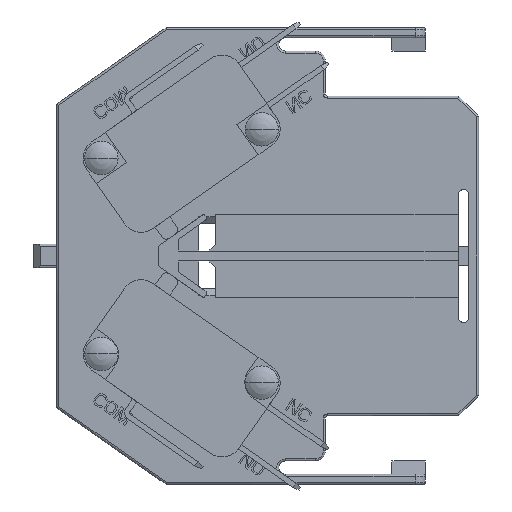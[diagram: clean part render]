
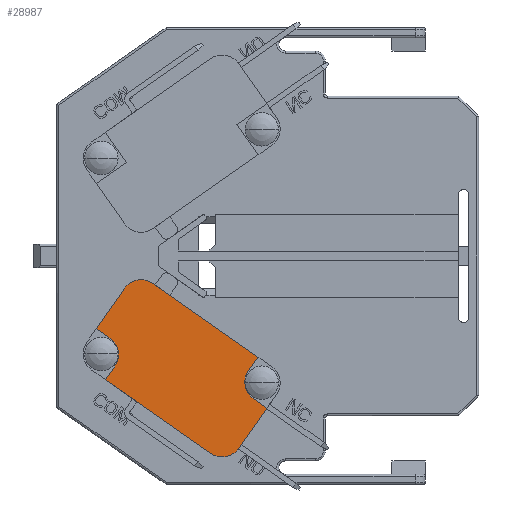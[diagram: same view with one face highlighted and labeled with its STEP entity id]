
A CAD part, left-side view. The second image highlights one B-rep face of the part: STEP entity #28987.
In plain terms, the highlighted planar face has unit normal (1, 0, 0).
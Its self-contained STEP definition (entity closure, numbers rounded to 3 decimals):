
#27992=CARTESIAN_POINT('',(-10.2,38.464,-27.155));
#27993=DIRECTION('',(1.,0.,0.));
#27994=DIRECTION('',(0.,-0.819,-0.574));
#27995=AXIS2_PLACEMENT_3D('',#27992,#27993,#27994);
#27997=CARTESIAN_POINT('',(-10.2,32.089,-18.922));
#27998=DIRECTION('',(-1.,0.,0.));
#27999=DIRECTION('',(0.,0.819,0.574));
#28000=AXIS2_PLACEMENT_3D('',#27997,#27998,#27999);
#28002=CARTESIAN_POINT('',(-10.2,50.643,-6.541));
#28003=DIRECTION('',(1.,0.,0.));
#28004=DIRECTION('',(0.,0.819,0.574));
#28005=AXIS2_PLACEMENT_3D('',#28002,#28003,#28004);
#28007=CARTESIAN_POINT('',(-10.2,57.018,-14.774));
#28008=DIRECTION('',(-1.,0.,0.));
#28009=DIRECTION('',(0.,-0.819,-0.574));
#28010=AXIS2_PLACEMENT_3D('',#28007,#28008,#28009);
#28012=DIRECTION('',(0.,-0.574,0.819));
#28013=VECTOR('',#28012,2.5);
#28014=CARTESIAN_POINT('',(-10.2,55.994,-18.542));
#28015=LINE('',#28014,#28013);
#28024=DIRECTION('',(0.,0.819,0.574));
#28025=VECTOR('',#28024,2.5);
#28026=CARTESIAN_POINT('',(-10.2,55.297,-12.316));
#28027=LINE('',#28026,#28025);
#28040=DIRECTION('',(0.,-0.574,0.819));
#28041=VECTOR('',#28040,7.4);
#28042=CARTESIAN_POINT('',(-10.2,57.345,-10.882));
#28043=LINE('',#28042,#28041);
#28133=DIRECTION('',(0.,0.819,0.574));
#28134=VECTOR('',#28133,19.3);
#28135=CARTESIAN_POINT('',(-10.2,40.185,-29.612));
#28136=LINE('',#28135,#28134);
#28161=DIRECTION('',(0.,0.574,-0.819));
#28162=VECTOR('',#28161,7.4);
#28163=CARTESIAN_POINT('',(-10.2,31.762,-22.814));
#28164=LINE('',#28163,#28162);
#28281=DIRECTION('',(0.,-0.819,
-0.574));
#28282=VECTOR('',#28281,19.3);
#28283=CARTESIAN_POINT('',(-10.2,48.922,-4.084));
#28284=LINE('',#28283,#28282);
#28333=DIRECTION('',(0.,0.574,-0.819));
#28334=VECTOR('',#28333,2.5);
#28335=CARTESIAN_POINT('',(-10.2,33.113,-15.154));
#28336=LINE('',#28335,#28334);
#28345=DIRECTION('',(0.,-0.819,-0.574));
#28346=VECTOR('',#28345,2.5);
#28347=CARTESIAN_POINT('',(-10.2,33.81,-21.38));
#28348=LINE('',#28347,#28346);
#28732=CARTESIAN_POINT('',(-10.2,55.994,-18.542));
#28733=CARTESIAN_POINT('',(-10.2,54.56,-16.494));
#28734=VERTEX_POINT('',#28732);
#28735=VERTEX_POINT('',#28733);
#28736=CARTESIAN_POINT('',(-10.2,40.185,-29.612));
#28737=VERTEX_POINT('',#28736);
#28738=CARTESIAN_POINT('',(-10.2,36.006,-28.876));
#28739=VERTEX_POINT('',#28738);
#28740=CARTESIAN_POINT('',(-10.2,31.762,-22.814));
#28741=VERTEX_POINT('',#28740);
#28742=CARTESIAN_POINT('',(-10.2,33.81,-21.38));
#28743=VERTEX_POINT('',#28742);
#28744=CARTESIAN_POINT('',(-10.2,34.547,-17.202));
#28745=VERTEX_POINT('',#28744);
#28746=CARTESIAN_POINT('',(-10.2,33.113,-15.154));
#28747=VERTEX_POINT('',#28746);
#28748=CARTESIAN_POINT('',(-10.2,48.922,-4.084));
#28749=VERTEX_POINT('',#28748);
#28750=CARTESIAN_POINT('',(-10.2,53.101,-4.821));
#28751=VERTEX_POINT('',#28750);
#28752=CARTESIAN_POINT('',(-10.2,57.345,-10.882));
#28753=VERTEX_POINT('',#28752);
#28754=CARTESIAN_POINT('',(-10.2,55.297,-12.316));
#28755=VERTEX_POINT('',#28754);
#28956=CARTESIAN_POINT('',(-10.2,44.554,-16.848));
#28957=DIRECTION('',(1.,0.,0.));
#28958=DIRECTION('',(0.,0.574,-0.819));
#28959=AXIS2_PLACEMENT_3D('',#28956,#28957,#28958);
#28960=PLANE('',#28959);
#28962=ORIENTED_EDGE('',*,*,#28961,.F.);
#28964=ORIENTED_EDGE('',*,*,#28963,.F.);
#28966=ORIENTED_EDGE('',*,*,#28965,.F.);
#28968=ORIENTED_EDGE('',*,*,#28967,.F.);
#28970=ORIENTED_EDGE('',*,*,#28969,.F.);
#28972=ORIENTED_EDGE('',*,*,#28971,.F.);
#28974=ORIENTED_EDGE('',*,*,#28973,.F.);
#28976=ORIENTED_EDGE('',*,*,#28975,.F.);
#28978=ORIENTED_EDGE('',*,*,#28977,.F.);
#28980=ORIENTED_EDGE('',*,*,#28979,.F.);
#28982=ORIENTED_EDGE('',*,*,#28981,.F.);
#28984=ORIENTED_EDGE('',*,*,#28983,.F.);
#28985=EDGE_LOOP('',(#28962,#28964,#28966,#28968,#28970,#28972,#28974,#28976,
#28978,#28980,#28982,#28984));
#28986=FACE_OUTER_BOUND('',#28985,.F.);
#27996=CIRCLE('',#27995,3.);
#28001=CIRCLE('',#28000,3.);
#28006=CIRCLE('',#28005,3.);
#28011=CIRCLE('',#28010,3.);
#28961=EDGE_CURVE('',#28734,#28735,#28015,.T.);
#28963=EDGE_CURVE('',#28737,#28734,#28136,.T.);
#28965=EDGE_CURVE('',#28739,#28737,#27996,.T.);
#28967=EDGE_CURVE('',#28741,#28739,#28164,.T.);
#28969=EDGE_CURVE('',#28743,#28741,#28348,.T.);
#28971=EDGE_CURVE('',#28745,#28743,#28001,.T.);
#28973=EDGE_CURVE('',#28747,#28745,#28336,.T.);
#28975=EDGE_CURVE('',#28749,#28747,#28284,.T.);
#28977=EDGE_CURVE('',#28751,#28749,#28006,.T.);
#28979=EDGE_CURVE('',#28753,#28751,#28043,.T.);
#28981=EDGE_CURVE('',#28755,#28753,#28027,.T.);
#28983=EDGE_CURVE('',#28735,#28755,#28011,.T.);
#28987=ADVANCED_FACE('',(#28986),#28960,.T.);
